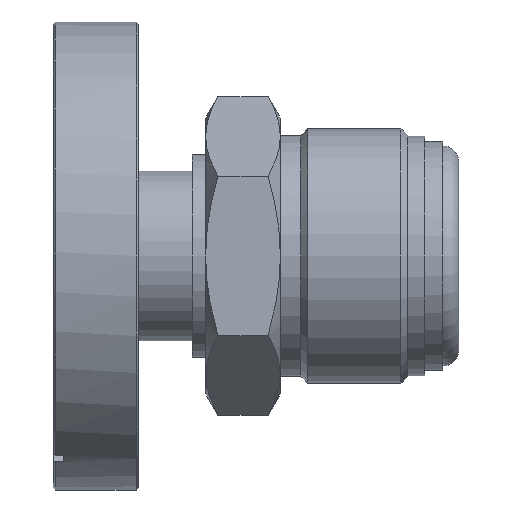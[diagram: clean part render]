
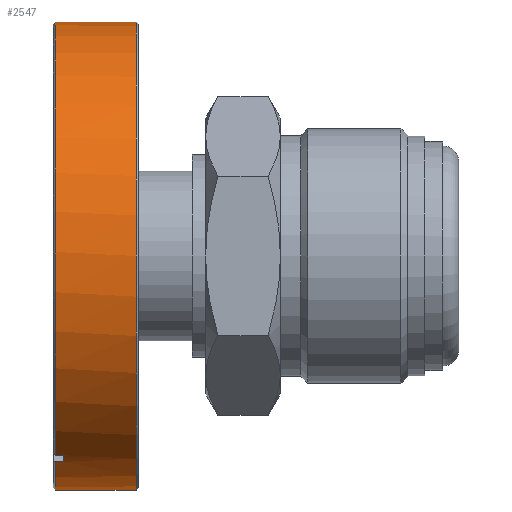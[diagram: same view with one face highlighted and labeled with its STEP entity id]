
A CAD part, left-side view. The second image highlights one B-rep face of the part: STEP entity #2547.
In plain terms, the highlighted cylindrical face has radius 35 mm (diameter 70 mm), a partial arc.
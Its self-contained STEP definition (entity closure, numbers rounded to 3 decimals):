
#4 = AXIS2_PLACEMENT_3D ( 'NONE', #1345, #3097, #1587 ) ;
#185 = VECTOR ( 'NONE', #475, 1000. ) ;
#212 = CIRCLE ( 'NONE', #218, 35. ) ;
#218 = AXIS2_PLACEMENT_3D ( 'NONE', #2694, #1220, #2971 ) ;
#291 = VECTOR ( 'NONE', #1681, 1000. ) ;
#367 = ORIENTED_EDGE ( 'NONE', *, *, #2978, .T. ) ;
#400 = VERTEX_POINT ( 'NONE', #2879 ) ;
#407 = ORIENTED_EDGE ( 'NONE', *, *, #907, .F. ) ;
#470 = VERTEX_POINT ( 'NONE', #888 ) ;
#475 = DIRECTION ( 'NONE',  ( 0., 1., 0. ) ) ;
#495 = CARTESIAN_POINT ( 'NONE',  ( 0., 0.3, 0. ) ) ;
#530 = CYLINDRICAL_SURFACE ( 'NONE', #1928, 35. ) ;
#549 = EDGE_CURVE ( 'NONE', #1883, #2535, #2524, .T. ) ;
#677 = CARTESIAN_POINT ( 'NONE',  ( -18.359, 11.2, -29.799 ) ) ;
#701 = VECTOR ( 'NONE', #2190, 1000. ) ;
#754 = DIRECTION ( 'NONE',  ( 0., 0., -1. ) ) ;
#772 = CARTESIAN_POINT ( 'NONE',  ( 0., 12.4, 35. ) ) ;
#845 = VERTEX_POINT ( 'NONE', #966 ) ;
#888 = CARTESIAN_POINT ( 'NONE',  ( 0., 0.3, 35. ) ) ;
#907 = EDGE_CURVE ( 'NONE', #400, #3125, #2253, .T. ) ;
#962 = EDGE_CURVE ( 'NONE', #400, #470, #2778, .T. ) ;
#966 = CARTESIAN_POINT ( 'NONE',  ( -16.627, 11.2, -30.799 ) ) ;
#1037 = VERTEX_POINT ( 'NONE', #2004 ) ;
#1039 = DIRECTION ( 'NONE',  ( 0., 1., 0. ) ) ;
#1057 = ORIENTED_EDGE ( 'NONE', *, *, #1495, .F. ) ;
#1066 = FACE_OUTER_BOUND ( 'NONE', #2651, .T. ) ;
#1093 = DIRECTION ( 'NONE',  ( 0., 1., 0. ) ) ;
#1208 = ORIENTED_EDGE ( 'NONE', *, *, #2924, .T. ) ;
#1220 = DIRECTION ( 'NONE',  ( 0., -1., 0. ) ) ;
#1313 = CARTESIAN_POINT ( 'NONE',  ( 0., 12.4, 0. ) ) ;
#1345 = CARTESIAN_POINT ( 'NONE',  ( 0., 11.2, 0. ) ) ;
#1384 = ORIENTED_EDGE ( 'NONE', *, *, #549, .F. ) ;
#1469 = CARTESIAN_POINT ( 'NONE',  ( -16.627, 31.392, -30.799 ) ) ;
#1495 = EDGE_CURVE ( 'NONE', #1037, #845, #2016, .T. ) ;
#1549 = DIRECTION ( 'NONE',  ( 0., 0., 1. ) ) ;
#1577 = ORIENTED_EDGE ( 'NONE', *, *, #1666, .T. ) ;
#1587 = DIRECTION ( 'NONE',  ( 0., 0., -1. ) ) ;
#1632 = LINE ( 'NONE', #3197, #291 ) ;
#1666 = EDGE_CURVE ( 'NONE', #1037, #3125, #2819, .T. ) ;
#1681 = DIRECTION ( 'NONE',  ( 0., 1., 0. ) ) ;
#1762 = ORIENTED_EDGE ( 'NONE', *, *, #962, .T. ) ;
#1792 = VECTOR ( 'NONE', #1093, 1000. ) ;
#1883 = VERTEX_POINT ( 'NONE', #677 ) ;
#1928 = AXIS2_PLACEMENT_3D ( 'NONE', #3024, #1039, #3038 ) ;
#2004 = CARTESIAN_POINT ( 'NONE',  ( -16.627, 12.4, -30.799 ) ) ;
#2016 = LINE ( 'NONE', #1469, #701 ) ;
#2036 = CARTESIAN_POINT ( 'NONE',  ( 0., 12.4, -35. ) ) ;
#2190 = DIRECTION ( 'NONE',  ( 0., -1., 0. ) ) ;
#2233 = DIRECTION ( 'NONE',  ( 0., 1., 0. ) ) ;
#2253 = LINE ( 'NONE', #2463, #185 ) ;
#2312 = CARTESIAN_POINT ( 'NONE',  ( -18.359, 31.392, -29.799 ) ) ;
#2463 = CARTESIAN_POINT ( 'NONE',  ( 0., 31.392, -35. ) ) ;
#2504 = AXIS2_PLACEMENT_3D ( 'NONE', #1313, #3064, #1549 ) ;
#2524 = LINE ( 'NONE', #2312, #1792 ) ;
#2535 = VERTEX_POINT ( 'NONE', #2768 ) ;
#2540 = VERTEX_POINT ( 'NONE', #772 ) ;
#2547 = ADVANCED_FACE ( 'NONE', ( #1066 ), #530, .T. ) ;
#2555 = CIRCLE ( 'NONE', #4, 35. ) ;
#2651 = EDGE_LOOP ( 'NONE', ( #407, #1762, #1208, #367, #1384, #2887, #1057, #1577 ) ) ;
#2694 = CARTESIAN_POINT ( 'NONE',  ( 0., 12.4, 0. ) ) ;
#2703 = AXIS2_PLACEMENT_3D ( 'NONE', #495, #2233, #754 ) ;
#2731 = EDGE_CURVE ( 'NONE', #845, #1883, #2555, .T. ) ;
#2768 = CARTESIAN_POINT ( 'NONE',  ( -18.359, 12.4, -29.799 ) ) ;
#2778 = CIRCLE ( 'NONE', #2703, 35. ) ;
#2819 = CIRCLE ( 'NONE', #2504, 35. ) ;
#2879 = CARTESIAN_POINT ( 'NONE',  ( 0., 0.3, -35. ) ) ;
#2887 = ORIENTED_EDGE ( 'NONE', *, *, #2731, .F. ) ;
#2924 = EDGE_CURVE ( 'NONE', #470, #2540, #1632, .T. ) ;
#2971 = DIRECTION ( 'NONE',  ( 0., 0., 1. ) ) ;
#2978 = EDGE_CURVE ( 'NONE', #2540, #2535, #212, .T. ) ;
#3024 = CARTESIAN_POINT ( 'NONE',  ( 0., 31.392, 0. ) ) ;
#3038 = DIRECTION ( 'NONE',  ( 0., 0., 1. ) ) ;
#3064 = DIRECTION ( 'NONE',  ( 0., -1., 0. ) ) ;
#3097 = DIRECTION ( 'NONE',  ( 0., 1., 0. ) ) ;
#3125 = VERTEX_POINT ( 'NONE', #2036 ) ;
#3197 = CARTESIAN_POINT ( 'NONE',  ( 0., 31.392, 35. ) ) ;
